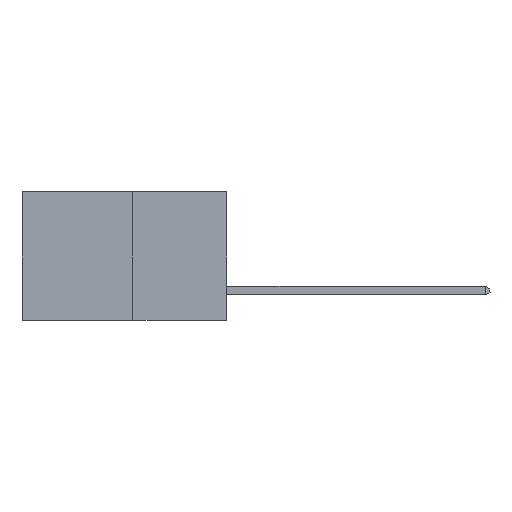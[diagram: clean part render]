
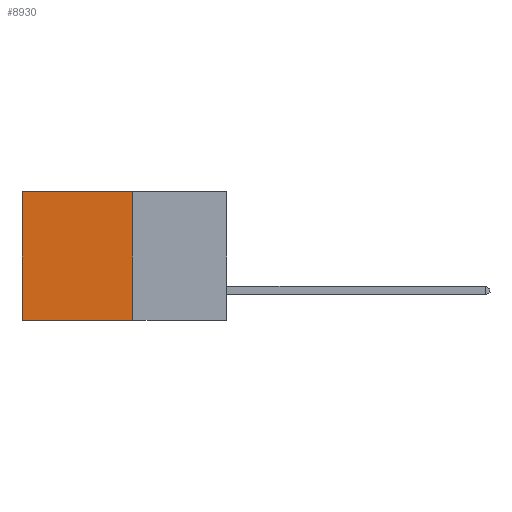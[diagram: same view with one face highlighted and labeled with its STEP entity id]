
A CAD part, left-side view. The second image highlights one B-rep face of the part: STEP entity #8930.
In plain terms, the highlighted planar face has unit normal (-1, 0, 0).
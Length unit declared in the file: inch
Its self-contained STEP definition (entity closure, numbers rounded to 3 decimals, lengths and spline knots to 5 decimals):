
#832 = CARTESIAN_POINT ( 'NONE',  ( 0.277, 0.59, -0.37 ) ) ;
#1206 = CARTESIAN_POINT ( 'NONE',  ( 0.277, 0.27, 0. ) ) ;
#1824 = VERTEX_POINT ( 'NONE', #7913 ) ;
#1936 = VECTOR ( 'NONE', #2252, 39.37008 ) ;
#2252 = DIRECTION ( 'NONE',  ( 0., 0., -1. ) ) ;
#2321 = CARTESIAN_POINT ( 'NONE',  ( 0.277, 0.27, -0.37 ) ) ;
#5383 = VECTOR ( 'NONE', #7394, 39.37008 ) ;
#5892 = CARTESIAN_POINT ( 'NONE',  ( 0.277, 0.27, -0.37 ) ) ;
#6393 = ORIENTED_EDGE ( 'NONE', *, *, #13980, .T. ) ;
#6466 = EDGE_CURVE ( 'NONE', #8424, #17118, #16934, .T. ) ;
#6604 = CARTESIAN_POINT ( 'NONE',  ( 0.277, 0.59, -0.37 ) ) ;
#7377 = LINE ( 'NONE', #832, #14638 ) ;
#7394 = DIRECTION ( 'NONE',  ( 0., 1., 0. ) ) ;
#7421 = CARTESIAN_POINT ( 'NONE',  ( 0.277, 0.27, -0.37 ) ) ;
#7913 = CARTESIAN_POINT ( 'NONE',  ( 0.277, 0.59, 0. ) ) ;
#7947 = EDGE_CURVE ( 'NONE', #12145, #8424, #16914, .T. ) ;
#8030 = CARTESIAN_POINT ( 'NONE',  ( 0.277, 0.27, 0. ) ) ;
#8424 = VERTEX_POINT ( 'NONE', #5892 ) ;
#8492 = ORIENTED_EDGE ( 'NONE', *, *, #7947, .F. ) ;
#8514 = VECTOR ( 'NONE', #9479, 39.37008 ) ;
#8930 = ADVANCED_FACE ( 'NONE', ( #13687 ), #14225, .F. ) ;
#9141 = ORIENTED_EDGE ( 'NONE', *, *, #17091, .T. ) ;
#9479 = DIRECTION ( 'NONE',  ( 0., 1., 0. ) ) ;
#10579 = ORIENTED_EDGE ( 'NONE', *, *, #6466, .F. ) ;
#12145 = VERTEX_POINT ( 'NONE', #1206 ) ;
#12410 = DIRECTION ( 'NONE',  ( 0., 0., -1. ) ) ;
#13301 = LINE ( 'NONE', #8030, #8514 ) ;
#13687 = FACE_OUTER_BOUND ( 'NONE', #15444, .T. ) ;
#13980 = EDGE_CURVE ( 'NONE', #1824, #17118, #7377, .T. ) ;
#14163 = DIRECTION ( 'NONE',  ( 0., 0., -1. ) ) ;
#14170 = DIRECTION ( 'NONE',  ( 1., 0., 0. ) ) ;
#14177 = AXIS2_PLACEMENT_3D ( 'NONE', #14186, #14170, #14163 ) ;
#14186 = CARTESIAN_POINT ( 'NONE',  ( 0.277, 0.27, -0.37 ) ) ;
#14225 = PLANE ( 'NONE',  #14177 ) ;
#14638 = VECTOR ( 'NONE', #12410, 39.37008 ) ;
#15444 = EDGE_LOOP ( 'NONE', ( #6393, #10579, #8492, #9141 ) ) ;
#16914 = LINE ( 'NONE', #2321, #1936 ) ;
#16934 = LINE ( 'NONE', #7421, #5383 ) ;
#17091 = EDGE_CURVE ( 'NONE', #12145, #1824, #13301, .T. ) ;
#17118 = VERTEX_POINT ( 'NONE', #6604 ) ;
